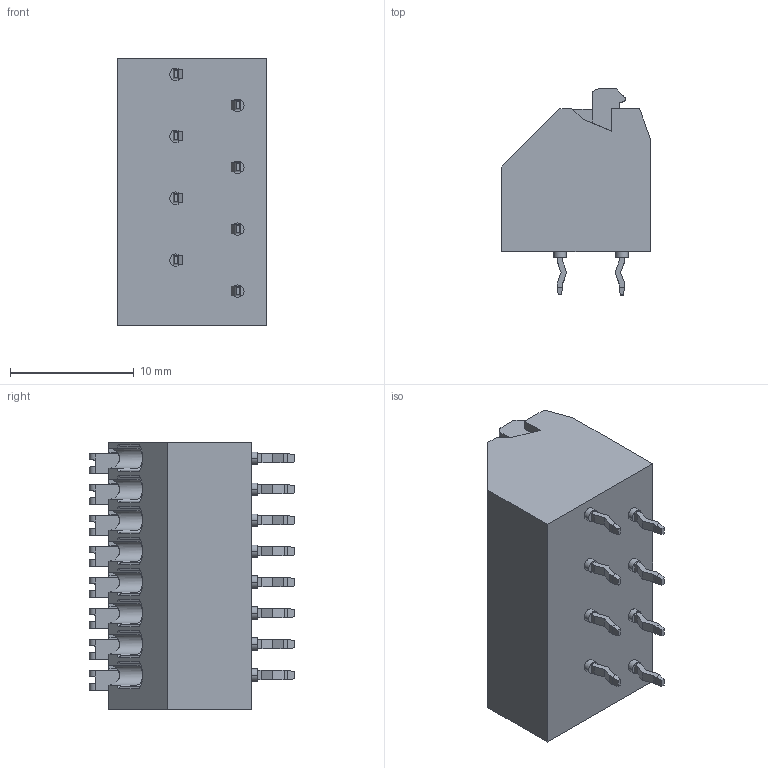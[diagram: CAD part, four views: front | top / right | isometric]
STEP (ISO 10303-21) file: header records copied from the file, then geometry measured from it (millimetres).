
FILE_DESCRIPTION(('SolidDesigner STEP Export'),'2;1');
FILE_NAME('ptsa_0.5-8-2.5-z.stp','2004-04-01T11:34:37',(''),(''),'OneSpaceDesigner STEP processor Version: 9.0 (March 2001)for AP214(CD)(Solid Model)','CoCreate OneSpaceDesigner: 11.50A 18-Jul-2002(C) CoCreate Software GmbH','');
FILE_SCHEMA(('AUTOMOTIVE_DESIGN_CC2 {1 2 10303 214 -1 1 5 1}'));
Length unit declared in the file: millimetre
Products named in the file (2): ptsa_0.5-8-2.5-z
Assembly tree (1 placements, depth 2):
  ptsa_0.5-8-2.5-z
    ptsa_0.5-8-2.5-z
Bounding box: 12 x 16.6 x 21.5 mm (x, y, z)
Volume: 2514.4 mm3; surface area: 1774.4 mm2
Topology: 1 solids, 1 shells, 582 faces, 1519 edges, 963 vertices
Faces by surface type: plane 448, cylinder 118, cone 16
Entity records: 22912 total; most frequent: CARTESIAN_POINT 4567, ORIENTED_EDGE 3038, DIRECTION 2580, EDGE_CURVE 1519, VECTOR 1092, LINE 1092, VERTEX_POINT 963, AXIS2_PLACEMENT_3D 744
